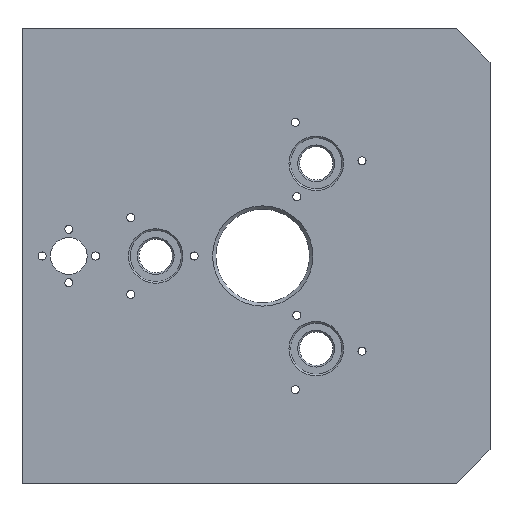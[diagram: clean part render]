
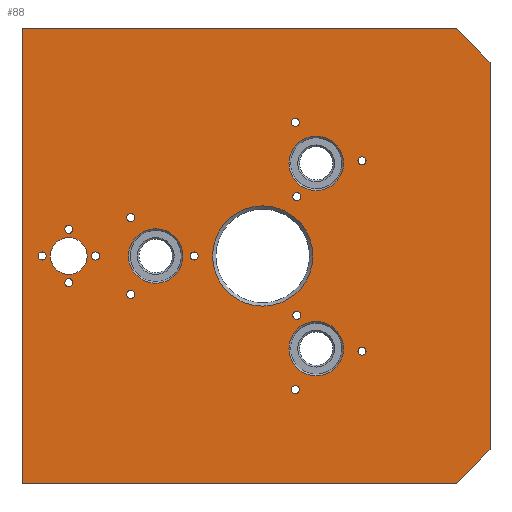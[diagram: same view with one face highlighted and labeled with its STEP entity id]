
A CAD part, front view. The second image highlights one B-rep face of the part: STEP entity #88.
In plain terms, the highlighted planar face has unit normal (0, -1, 0).
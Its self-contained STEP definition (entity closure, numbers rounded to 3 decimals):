
#88=ADVANCED_FACE('',(#172,#173,#174,#175,#176,#177,#178,#179,#180,#181,
#182,#183,#184,#185,#186,#187,#188,#189,#190),#140,.T.);
#140=PLANE('',#902);
#172=FACE_BOUND('',#298,.T.);
#173=FACE_BOUND('',#299,.T.);
#174=FACE_BOUND('',#300,.T.);
#175=FACE_BOUND('',#301,.T.);
#176=FACE_BOUND('',#302,.T.);
#177=FACE_BOUND('',#303,.T.);
#178=FACE_BOUND('',#304,.T.);
#179=FACE_BOUND('',#305,.T.);
#180=FACE_BOUND('',#306,.T.);
#181=FACE_BOUND('',#307,.T.);
#182=FACE_BOUND('',#308,.T.);
#183=FACE_BOUND('',#309,.T.);
#184=FACE_BOUND('',#310,.T.);
#185=FACE_BOUND('',#311,.T.);
#186=FACE_BOUND('',#312,.T.);
#187=FACE_BOUND('',#313,.T.);
#188=FACE_BOUND('',#314,.T.);
#189=FACE_BOUND('',#315,.T.);
#190=FACE_BOUND('',#316,.T.);
#298=EDGE_LOOP('',(#435));
#299=EDGE_LOOP('',(#436));
#300=EDGE_LOOP('',(#437));
#301=EDGE_LOOP('',(#438));
#302=EDGE_LOOP('',(#439));
#303=EDGE_LOOP('',(#440));
#304=EDGE_LOOP('',(#441));
#305=EDGE_LOOP('',(#442));
#306=EDGE_LOOP('',(#443));
#307=EDGE_LOOP('',(#444));
#308=EDGE_LOOP('',(#445));
#309=EDGE_LOOP('',(#446));
#310=EDGE_LOOP('',(#447));
#311=EDGE_LOOP('',(#448));
#312=EDGE_LOOP('',(#449));
#313=EDGE_LOOP('',(#450));
#314=EDGE_LOOP('',(#451));
#315=EDGE_LOOP('',(#452,#453,#454,#455,#456,#457));
#316=EDGE_LOOP('',(#458));
#435=ORIENTED_EDGE('',*,*,#669,.T.);
#436=ORIENTED_EDGE('',*,*,#670,.T.);
#437=ORIENTED_EDGE('',*,*,#671,.T.);
#438=ORIENTED_EDGE('',*,*,#672,.T.);
#439=ORIENTED_EDGE('',*,*,#673,.T.);
#440=ORIENTED_EDGE('',*,*,#674,.T.);
#441=ORIENTED_EDGE('',*,*,#675,.T.);
#442=ORIENTED_EDGE('',*,*,#676,.T.);
#443=ORIENTED_EDGE('',*,*,#677,.T.);
#444=ORIENTED_EDGE('',*,*,#678,.T.);
#445=ORIENTED_EDGE('',*,*,#679,.T.);
#446=ORIENTED_EDGE('',*,*,#680,.T.);
#447=ORIENTED_EDGE('',*,*,#681,.T.);
#448=ORIENTED_EDGE('',*,*,#682,.T.);
#449=ORIENTED_EDGE('',*,*,#683,.T.);
#450=ORIENTED_EDGE('',*,*,#684,.T.);
#451=ORIENTED_EDGE('',*,*,#685,.T.);
#452=ORIENTED_EDGE('',*,*,#686,.T.);
#453=ORIENTED_EDGE('',*,*,#687,.T.);
#454=ORIENTED_EDGE('',*,*,#688,.T.);
#455=ORIENTED_EDGE('',*,*,#689,.T.);
#456=ORIENTED_EDGE('',*,*,#690,.T.);
#457=ORIENTED_EDGE('',*,*,#691,.T.);
#458=ORIENTED_EDGE('',*,*,#692,.F.);
#595=VERTEX_POINT('',#1292);
#596=VERTEX_POINT('',#1294);
#597=VERTEX_POINT('',#1296);
#598=VERTEX_POINT('',#1298);
#599=VERTEX_POINT('',#1300);
#600=VERTEX_POINT('',#1302);
#601=VERTEX_POINT('',#1304);
#602=VERTEX_POINT('',#1306);
#603=VERTEX_POINT('',#1308);
#604=VERTEX_POINT('',#1310);
#605=VERTEX_POINT('',#1312);
#606=VERTEX_POINT('',#1314);
#607=VERTEX_POINT('',#1316);
#608=VERTEX_POINT('',#1318);
#609=VERTEX_POINT('',#1320);
#610=VERTEX_POINT('',#1322);
#611=VERTEX_POINT('',#1324);
#612=VERTEX_POINT('',#1326);
#613=VERTEX_POINT('',#1327);
#614=VERTEX_POINT('',#1329);
#615=VERTEX_POINT('',#1331);
#616=VERTEX_POINT('',#1333);
#617=VERTEX_POINT('',#1335);
#618=VERTEX_POINT('',#1338);
#669=EDGE_CURVE('',#595,#595,#745,.T.);
#670=EDGE_CURVE('',#596,#596,#746,.T.);
#671=EDGE_CURVE('',#597,#597,#747,.T.);
#672=EDGE_CURVE('',#598,#598,#748,.T.);
#673=EDGE_CURVE('',#599,#599,#749,.T.);
#674=EDGE_CURVE('',#600,#600,#750,.T.);
#675=EDGE_CURVE('',#601,#601,#751,.T.);
#676=EDGE_CURVE('',#602,#602,#752,.T.);
#677=EDGE_CURVE('',#603,#603,#753,.T.);
#678=EDGE_CURVE('',#604,#604,#754,.T.);
#679=EDGE_CURVE('',#605,#605,#755,.T.);
#680=EDGE_CURVE('',#606,#606,#756,.T.);
#681=EDGE_CURVE('',#607,#607,#757,.T.);
#682=EDGE_CURVE('',#608,#608,#758,.T.);
#683=EDGE_CURVE('',#609,#609,#759,.T.);
#684=EDGE_CURVE('',#610,#610,#760,.T.);
#685=EDGE_CURVE('',#611,#611,#761,.T.);
#686=EDGE_CURVE('',#612,#613,#809,.T.);
#687=EDGE_CURVE('',#613,#614,#810,.T.);
#688=EDGE_CURVE('',#614,#615,#811,.T.);
#689=EDGE_CURVE('',#615,#616,#812,.T.);
#690=EDGE_CURVE('',#616,#617,#813,.T.);
#691=EDGE_CURVE('',#617,#612,#814,.T.);
#692=EDGE_CURVE('',#618,#618,#762,.T.);
#745=CIRCLE('',#884,15.);
#746=CIRCLE('',#885,1.2);
#747=CIRCLE('',#886,1.2);
#748=CIRCLE('',#887,1.2);
#749=CIRCLE('',#888,1.2);
#750=CIRCLE('',#889,8.15);
#751=CIRCLE('',#890,1.2);
#752=CIRCLE('',#891,1.2);
#753=CIRCLE('',#892,1.2);
#754=CIRCLE('',#893,8.15);
#755=CIRCLE('',#894,1.2);
#756=CIRCLE('',#895,1.2);
#757=CIRCLE('',#896,1.2);
#758=CIRCLE('',#897,8.15);
#759=CIRCLE('',#898,1.2);
#760=CIRCLE('',#899,1.2);
#761=CIRCLE('',#900,1.2);
#762=CIRCLE('',#901,5.5);
#809=LINE('',#1325,#829);
#810=LINE('',#1328,#830);
#811=LINE('',#1330,#831);
#812=LINE('',#1332,#832);
#813=LINE('',#1334,#833);
#814=LINE('',#1336,#834);
#829=VECTOR('',#1067,1.);
#830=VECTOR('',#1068,1.);
#831=VECTOR('',#1069,1.);
#832=VECTOR('',#1070,1.);
#833=VECTOR('',#1071,1.);
#834=VECTOR('',#1072,1.);
#884=AXIS2_PLACEMENT_3D('',#1291,#1033,#1034);
#885=AXIS2_PLACEMENT_3D('',#1293,#1035,#1036);
#886=AXIS2_PLACEMENT_3D('',#1295,#1037,#1038);
#887=AXIS2_PLACEMENT_3D('',#1297,#1039,#1040);
#888=AXIS2_PLACEMENT_3D('',#1299,#1041,#1042);
#889=AXIS2_PLACEMENT_3D('',#1301,#1043,#1044);
#890=AXIS2_PLACEMENT_3D('',#1303,#1045,#1046);
#891=AXIS2_PLACEMENT_3D('',#1305,#1047,#1048);
#892=AXIS2_PLACEMENT_3D('',#1307,#1049,#1050);
#893=AXIS2_PLACEMENT_3D('',#1309,#1051,#1052);
#894=AXIS2_PLACEMENT_3D('',#1311,#1053,#1054);
#895=AXIS2_PLACEMENT_3D('',#1313,#1055,#1056);
#896=AXIS2_PLACEMENT_3D('',#1315,#1057,#1058);
#897=AXIS2_PLACEMENT_3D('',#1317,#1059,#1060);
#898=AXIS2_PLACEMENT_3D('',#1319,#1061,#1062);
#899=AXIS2_PLACEMENT_3D('',#1321,#1063,#1064);
#900=AXIS2_PLACEMENT_3D('',#1323,#1065,#1066);
#901=AXIS2_PLACEMENT_3D('',#1337,#1073,#1074);
#902=AXIS2_PLACEMENT_3D('',#1339,#1075,#1076);
#1033=DIRECTION('',(0.,1.,0.));
#1034=DIRECTION('',(0.,0.,-1.));
#1035=DIRECTION('',(0.,1.,0.));
#1036=DIRECTION('',(0.,0.,-1.));
#1037=DIRECTION('',(0.,1.,0.));
#1038=DIRECTION('',(0.,0.,-1.));
#1039=DIRECTION('',(0.,1.,0.));
#1040=DIRECTION('',(0.,0.,-1.));
#1041=DIRECTION('',(0.,1.,0.));
#1042=DIRECTION('',(0.,0.,-1.));
#1043=DIRECTION('',(0.,1.,0.));
#1044=DIRECTION('',(0.,0.,-1.));
#1045=DIRECTION('',(0.,1.,0.));
#1046=DIRECTION('',(0.,0.,1.));
#1047=DIRECTION('',(0.,1.,0.));
#1048=DIRECTION('',(0.,0.,1.));
#1049=DIRECTION('',(0.,1.,0.));
#1050=DIRECTION('',(0.,0.,1.));
#1051=DIRECTION('',(0.,1.,0.));
#1052=DIRECTION('',(0.,0.,-1.));
#1053=DIRECTION('',(0.,1.,0.));
#1054=DIRECTION('',(0.,0.,1.));
#1055=DIRECTION('',(0.,1.,0.));
#1056=DIRECTION('',(0.,0.,1.));
#1057=DIRECTION('',(0.,1.,0.));
#1058=DIRECTION('',(0.,0.,1.));
#1059=DIRECTION('',(0.,1.,0.));
#1060=DIRECTION('',(0.,0.,-1.));
#1061=DIRECTION('',(0.,1.,0.));
#1062=DIRECTION('',(0.,0.,1.));
#1063=DIRECTION('',(0.,1.,0.));
#1064=DIRECTION('',(0.,0.,1.));
#1065=DIRECTION('',(0.,1.,0.));
#1066=DIRECTION('',(0.,0.,1.));
#1067=DIRECTION('',(1.,0.,0.));
#1068=DIRECTION('',(0.707,0.,0.707));
#1069=DIRECTION('',(0.,0.,1.));
#1070=DIRECTION('',(-0.707,0.,0.707));
#1071=DIRECTION('',(-1.,0.,0.));
#1072=DIRECTION('',(0.,0.,-1.));
#1073=DIRECTION('',(0.,-1.,0.));
#1074=DIRECTION('',(0.,0.,-1.));
#1075=DIRECTION('',(0.,-1.,0.));
#1076=DIRECTION('',(0.,0.,-1.));
#1291=CARTESIAN_POINT('',(0.,0.,0.));
#1292=CARTESIAN_POINT('',(0.,0.,-15.));
#1293=CARTESIAN_POINT('',(-50.,0.,0.));
#1294=CARTESIAN_POINT('',(-50.,0.,-1.2));
#1295=CARTESIAN_POINT('',(-66.,0.,0.));
#1296=CARTESIAN_POINT('',(-66.,0.,-1.2));
#1297=CARTESIAN_POINT('',(-58.,0.,-8.));
#1298=CARTESIAN_POINT('',(-58.,0.,-9.2));
#1299=CARTESIAN_POINT('',(-58.,0.,8.));
#1300=CARTESIAN_POINT('',(-58.,0.,6.8));
#1301=CARTESIAN_POINT('',(16.,0.,-27.713));
#1302=CARTESIAN_POINT('',(16.,0.,-35.863));
#1303=CARTESIAN_POINT('',(10.25,0.,-17.754));
#1304=CARTESIAN_POINT('',(10.25,0.,-16.554));
#1305=CARTESIAN_POINT('',(9.791,0.,-39.958));
#1306=CARTESIAN_POINT('',(9.791,0.,-38.758));
#1307=CARTESIAN_POINT('',(29.709,0.,-28.458));
#1308=CARTESIAN_POINT('',(29.709,0.,-27.258));
#1309=CARTESIAN_POINT('',(16.,0.,27.713));
#1310=CARTESIAN_POINT('',(16.,0.,19.563));
#1311=CARTESIAN_POINT('',(10.25,0.,17.754));
#1312=CARTESIAN_POINT('',(10.25,0.,18.954));
#1313=CARTESIAN_POINT('',(29.709,0.,28.458));
#1314=CARTESIAN_POINT('',(29.709,0.,29.658));
#1315=CARTESIAN_POINT('',(9.791,0.,39.958));
#1316=CARTESIAN_POINT('',(9.791,0.,41.158));
#1317=CARTESIAN_POINT('',(-32.,0.,0.));
#1318=CARTESIAN_POINT('',(-32.,0.,-8.15));
#1319=CARTESIAN_POINT('',(-20.5,0.,0.));
#1320=CARTESIAN_POINT('',(-20.5,0.,1.2));
#1321=CARTESIAN_POINT('',(-39.5,0.,11.5));
#1322=CARTESIAN_POINT('',(-39.5,0.,12.7));
#1323=CARTESIAN_POINT('',(-39.5,0.,-11.5));
#1324=CARTESIAN_POINT('',(-39.5,0.,-10.3));
#1325=CARTESIAN_POINT('',(-72.,0.,-68.));
#1326=CARTESIAN_POINT('',(-72.,0.,-68.));
#1327=CARTESIAN_POINT('',(58.,0.,-68.));
#1328=CARTESIAN_POINT('',(63.,0.,-63.));
#1329=CARTESIAN_POINT('',(68.,0.,-58.));
#1330=CARTESIAN_POINT('',(68.,0.,-68.));
#1331=CARTESIAN_POINT('',(68.,0.,58.));
#1332=CARTESIAN_POINT('',(63.,0.,63.));
#1333=CARTESIAN_POINT('',(58.,0.,68.));
#1334=CARTESIAN_POINT('',(68.,0.,68.));
#1335=CARTESIAN_POINT('',(-72.,0.,68.));
#1336=CARTESIAN_POINT('',(-72.,0.,68.));
#1337=CARTESIAN_POINT('',(-58.,0.,0.));
#1338=CARTESIAN_POINT('',(-58.,0.,-5.5));
#1339=CARTESIAN_POINT('',(0.,0.,0.));
